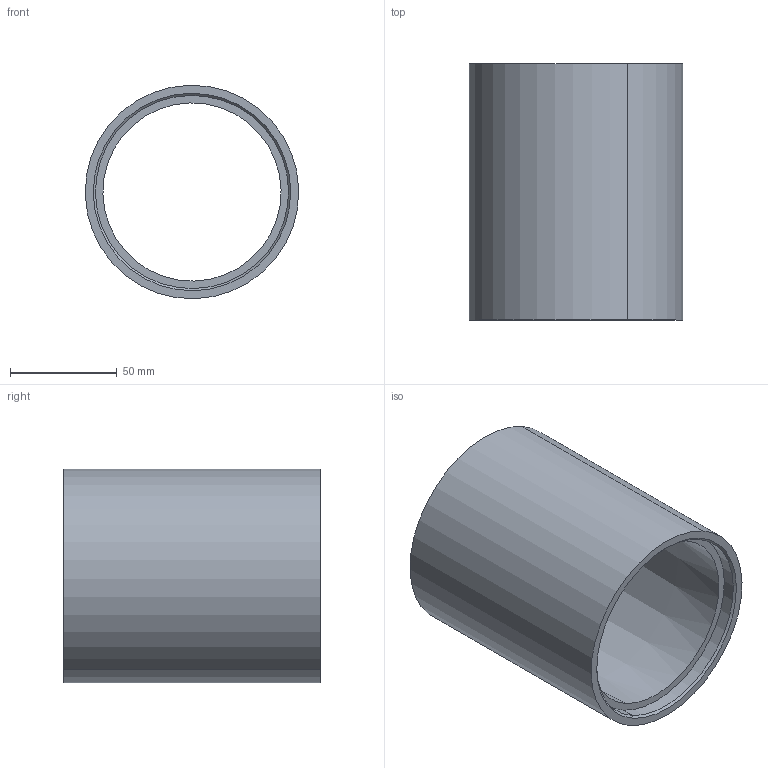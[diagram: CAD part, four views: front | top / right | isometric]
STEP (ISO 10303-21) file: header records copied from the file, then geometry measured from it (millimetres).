
FILE_DESCRIPTION(('CATIA V5 STEP Exchange'),'2;1');
FILE_NAME('adaptateur cone.stp','2016-02-09T08:45:28+00:00',('none'),('none'),'CATIA Version 5 Release 17 (IN-10)','CATIA V5 STEP AP203','none');
FILE_SCHEMA(('CONFIG_CONTROL_DESIGN'));
Length unit declared in the file: millimetre
Products named in the file (1): adaptateur cone
Bounding box: 99.97 x 120 x 99.97 mm (x, y, z)
Volume: 189384.6 mm3; surface area: 74392.6 mm2
Topology: 1 solids, 1 shells, 11 faces, 22 edges, 14 vertices
Faces by surface type: cone 4, cylinder 4, plane 3
Entity records: 311 total; most frequent: CARTESIAN_POINT 45, ORIENTED_EDGE 44, DIRECTION 38, AXIS2_PLACEMENT_3D 23, EDGE_CURVE 22, CIRCLE 14, EDGE_LOOP 14, VERTEX_POINT 14
